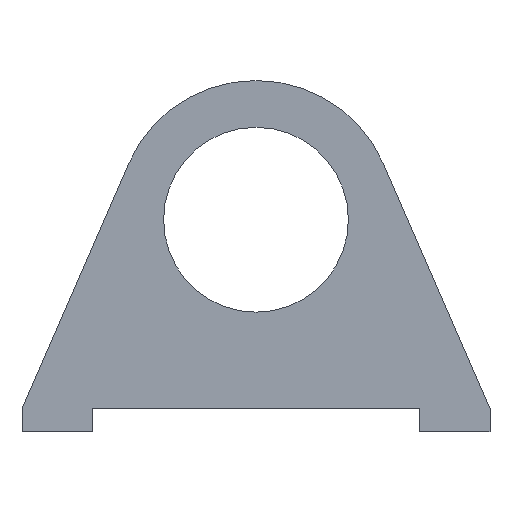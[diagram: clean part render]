
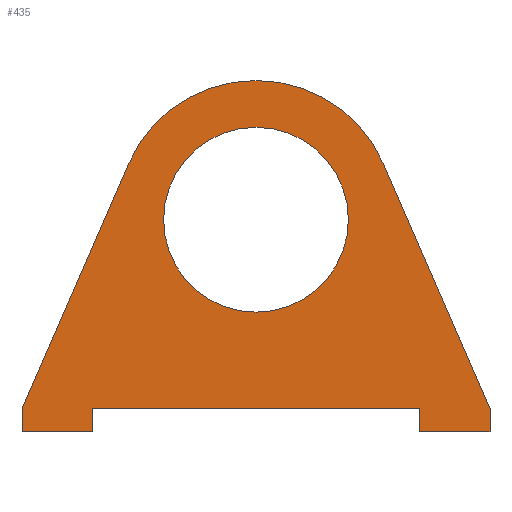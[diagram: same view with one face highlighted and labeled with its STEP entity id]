
A CAD part, left-side view. The second image highlights one B-rep face of the part: STEP entity #435.
In plain terms, the highlighted planar face has unit normal (-1, 0, 0).
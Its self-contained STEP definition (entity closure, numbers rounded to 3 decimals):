
#61=CARTESIAN_POINT('Vertex',(0.,27.271,57.138)) ;
#66=CARTESIAN_POINT('Axis2P3D Location',(0.,0.,45.25)) ;
#70=CARTESIAN_POINT('Vertex',(0.,-27.271,57.138)) ;
#97=CARTESIAN_POINT('Line Origine',(0.,-38.636,31.069)) ;
#101=CARTESIAN_POINT('Vertex',(0.,-50.,5.)) ;
#128=CARTESIAN_POINT('Line Origine',(0.,-50.,2.5)) ;
#132=CARTESIAN_POINT('Vertex',(0.,-50.,0.)) ;
#159=CARTESIAN_POINT('Line Origine',(0.,-42.5,0.)) ;
#163=CARTESIAN_POINT('Vertex',(0.,-35.,0.)) ;
#190=CARTESIAN_POINT('Line Origine',(0.,-35.,2.5)) ;
#194=CARTESIAN_POINT('Vertex',(0.,-35.,5.)) ;
#221=CARTESIAN_POINT('Line Origine',(0.,0.,5.)) ;
#225=CARTESIAN_POINT('Vertex',(0.,35.,5.)) ;
#252=CARTESIAN_POINT('Line Origine',(0.,35.,2.5)) ;
#256=CARTESIAN_POINT('Vertex',(0.,35.,0.)) ;
#278=CARTESIAN_POINT('Line Origine',(0.,42.5,0.)) ;
#282=CARTESIAN_POINT('Vertex',(0.,50.,0.)) ;
#309=CARTESIAN_POINT('Line Origine',(0.,50.,2.5)) ;
#313=CARTESIAN_POINT('Vertex',(0.,50.,5.)) ;
#340=CARTESIAN_POINT('Line Origine',(0.,38.636,31.069)) ;
#375=CARTESIAN_POINT('Vertex',(0.,19.75,45.25)) ;
#378=CARTESIAN_POINT('Axis2P3D Location',(0.,0.,45.25)) ;
#382=CARTESIAN_POINT('Vertex',(0.,-19.75,45.25)) ;
#402=CARTESIAN_POINT('Axis2P3D Location',(0.,0.,45.25)) ;
#414=CARTESIAN_POINT('Axis2P3D Location',(0.,0.,0.)) ;
#67=DIRECTION('Axis2P3D Direction',(1.,0.,0.)) ;
#98=DIRECTION('Vector Direction',(0.,0.4,0.917)) ;
#129=DIRECTION('Vector Direction',(0.,0.,1.)) ;
#160=DIRECTION('Vector Direction',(0.,1.,0.)) ;
#191=DIRECTION('Vector Direction',(0.,0.,1.)) ;
#222=DIRECTION('Vector Direction',(0.,1.,0.)) ;
#253=DIRECTION('Vector Direction',(0.,0.,-1.)) ;
#279=DIRECTION('Vector Direction',(0.,1.,0.)) ;
#310=DIRECTION('Vector Direction',(0.,0.,1.)) ;
#341=DIRECTION('Vector Direction',(0.,-0.4,0.917)) ;
#379=DIRECTION('Axis2P3D Direction',(1.,0.,0.)) ;
#403=DIRECTION('Axis2P3D Direction',(1.,0.,0.)) ;
#415=DIRECTION('Axis2P3D Direction',(1.,0.,0.)) ;
#416=DIRECTION('Axis2P3D XDirection',(0.,1.,0.)) ;
#68=AXIS2_PLACEMENT_3D('Circle Axis2P3D',#66,#67,$) ;
#380=AXIS2_PLACEMENT_3D('Circle Axis2P3D',#378,#379,$) ;
#404=AXIS2_PLACEMENT_3D('Circle Axis2P3D',#402,#403,$) ;
#417=AXIS2_PLACEMENT_3D('Plane Axis2P3D',#414,#415,#416) ;
#420=ORIENTED_EDGE('',*,*,#344,.F.) ;
#421=ORIENTED_EDGE('',*,*,#315,.F.) ;
#422=ORIENTED_EDGE('',*,*,#284,.F.) ;
#423=ORIENTED_EDGE('',*,*,#258,.F.) ;
#424=ORIENTED_EDGE('',*,*,#227,.F.) ;
#425=ORIENTED_EDGE('',*,*,#196,.F.) ;
#426=ORIENTED_EDGE('',*,*,#165,.F.) ;
#427=ORIENTED_EDGE('',*,*,#134,.F.) ;
#428=ORIENTED_EDGE('',*,*,#103,.F.) ;
#429=ORIENTED_EDGE('',*,*,#72,.F.) ;
#432=ORIENTED_EDGE('',*,*,#406,.T.) ;
#433=ORIENTED_EDGE('',*,*,#384,.T.) ;
#434=FACE_BOUND('',#431,.T.) ;
#99=VECTOR('Line Direction',#98,1.) ;
#130=VECTOR('Line Direction',#129,1.) ;
#161=VECTOR('Line Direction',#160,1.) ;
#192=VECTOR('Line Direction',#191,1.) ;
#223=VECTOR('Line Direction',#222,1.) ;
#254=VECTOR('Line Direction',#253,1.) ;
#280=VECTOR('Line Direction',#279,1.) ;
#311=VECTOR('Line Direction',#310,1.) ;
#342=VECTOR('Line Direction',#341,1.) ;
#435=ADVANCED_FACE('PartBody',(#430,#434),#418,.F.) ;
#69=CIRCLE('generated circle',#68,29.75) ;
#381=CIRCLE('generated circle',#380,19.75) ;
#405=CIRCLE('generated circle',#404,19.75) ;
#72=EDGE_CURVE('',#62,#71,#69,.T.) ;
#103=EDGE_CURVE('',#71,#102,#100,.F.) ;
#134=EDGE_CURVE('',#102,#133,#131,.F.) ;
#165=EDGE_CURVE('',#133,#164,#162,.T.) ;
#196=EDGE_CURVE('',#164,#195,#193,.T.) ;
#227=EDGE_CURVE('',#195,#226,#224,.T.) ;
#258=EDGE_CURVE('',#226,#257,#255,.T.) ;
#284=EDGE_CURVE('',#257,#283,#281,.T.) ;
#315=EDGE_CURVE('',#283,#314,#312,.T.) ;
#344=EDGE_CURVE('',#314,#62,#343,.T.) ;
#384=EDGE_CURVE('',#383,#376,#381,.T.) ;
#406=EDGE_CURVE('',#376,#383,#405,.T.) ;
#419=EDGE_LOOP('',(#420,#421,#422,#423,#424,#425,#426,#427,#428,#429)) ;
#431=EDGE_LOOP('',(#432,#433)) ;
#430=FACE_OUTER_BOUND('',#419,.T.) ;
#100=LINE('Line',#97,#99) ;
#131=LINE('Line',#128,#130) ;
#162=LINE('Line',#159,#161) ;
#193=LINE('Line',#190,#192) ;
#224=LINE('Line',#221,#223) ;
#255=LINE('Line',#252,#254) ;
#281=LINE('Line',#278,#280) ;
#312=LINE('Line',#309,#311) ;
#343=LINE('Line',#340,#342) ;
#418=PLANE('Plane',#417) ;
#62=VERTEX_POINT('',#61) ;
#71=VERTEX_POINT('',#70) ;
#102=VERTEX_POINT('',#101) ;
#133=VERTEX_POINT('',#132) ;
#164=VERTEX_POINT('',#163) ;
#195=VERTEX_POINT('',#194) ;
#226=VERTEX_POINT('',#225) ;
#257=VERTEX_POINT('',#256) ;
#283=VERTEX_POINT('',#282) ;
#314=VERTEX_POINT('',#313) ;
#376=VERTEX_POINT('',#375) ;
#383=VERTEX_POINT('',#382) ;
